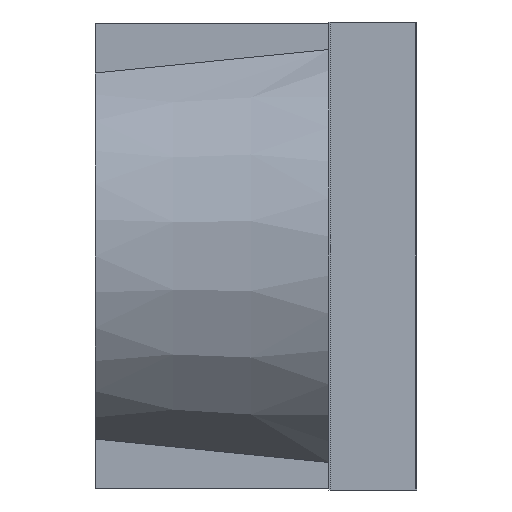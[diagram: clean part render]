
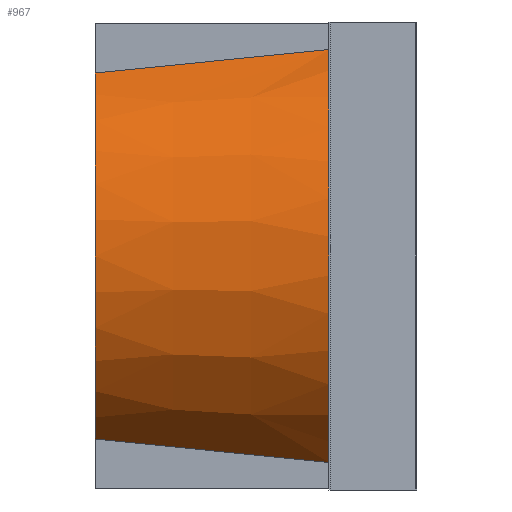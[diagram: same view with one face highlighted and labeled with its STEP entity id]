
A CAD part, left-side view. The second image highlights one B-rep face of the part: STEP entity #967.
In plain terms, the highlighted conical face has half-angle 5 degrees and reference radius 0.765 mm.
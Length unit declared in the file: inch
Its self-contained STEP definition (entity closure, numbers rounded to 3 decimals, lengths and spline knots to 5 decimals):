
#246=CARTESIAN_POINT('',(0.,0.01185,0.));
#247=DIRECTION('',(0.,-1.,0.));
#248=DIRECTION('',(-0.47,0.,0.882));
#249=AXIS2_PLACEMENT_3D('',#246,#247,#248);
#251=CARTESIAN_POINT('',(-0.01482,0.04331,-0.02464));
#252=CARTESIAN_POINT('',(-0.01482,0.03995,
-0.02498));
#253=CARTESIAN_POINT('',(-0.01482,0.03315,
-0.02567));
#254=CARTESIAN_POINT('',(-0.01482,0.02267,
-0.02672));
#255=CARTESIAN_POINT('',(-0.01482,0.01549,
-0.02744));
#256=CARTESIAN_POINT('',(-0.01482,0.01185,-0.0278));
#258=CARTESIAN_POINT('',(0.,0.04331,0.));
#259=DIRECTION('',(0.,1.,0.));
#260=DIRECTION('',(-0.515,0.,-0.857));
#261=AXIS2_PLACEMENT_3D('',#258,#259,#260);
#263=CARTESIAN_POINT('',(-0.01482,0.01185,0.0278));
#264=CARTESIAN_POINT('',(-0.01482,0.01549,
0.02744));
#265=CARTESIAN_POINT('',(-0.01482,0.02267,
0.02672));
#266=CARTESIAN_POINT('',(-0.01482,0.03315,
0.02567));
#267=CARTESIAN_POINT('',(-0.01482,0.03995,
0.02498));
#268=CARTESIAN_POINT('',(-0.01482,0.04331,0.02464));
#592=VERTEX_POINT('',#263);
#593=VERTEX_POINT('',#268);
#598=VERTEX_POINT('',#251);
#599=VERTEX_POINT('',#256);
#956=CARTESIAN_POINT('',(0.,0.02758,0.));
#957=DIRECTION('',(0.,-1.,0.));
#958=DIRECTION('',(-1.,0.,0.));
#959=AXIS2_PLACEMENT_3D('',#956,#957,#958);
#960=CONICAL_SURFACE('',#959,0.03012,5.);
#961=ORIENTED_EDGE('',*,*,#799,.T.);
#962=ORIENTED_EDGE('',*,*,#950,.F.);
#963=ORIENTED_EDGE('',*,*,#848,.T.);
#964=ORIENTED_EDGE('',*,*,#812,.F.);
#965=EDGE_LOOP('',(#961,#962,#963,#964));
#966=FACE_OUTER_BOUND('',#965,.F.);
#967=ADVANCED_FACE('',(#966),#960,.T.);
#250=CIRCLE('',#249,0.0315);
#257=B_SPLINE_CURVE_WITH_KNOTS('',3,(#251,#252,#253,#254,#255,#256),
.UNSPECIFIED.,.F.,.F.,(4,1,1,4),(0.,0.33333,0.66667,1.),
.UNSPECIFIED.);
#262=CIRCLE('',#261,0.02875);
#269=B_SPLINE_CURVE_WITH_KNOTS('',3,(#263,#264,#265,#266,#267,#268),
.UNSPECIFIED.,.F.,.F.,(4,1,1,4),(0.,0.33333,0.66667,1.),
.UNSPECIFIED.);
#799=EDGE_CURVE('',#592,#599,#250,.T.);
#812=EDGE_CURVE('',#592,#593,#269,.T.);
#848=EDGE_CURVE('',#598,#593,#262,.T.);
#950=EDGE_CURVE('',#598,#599,#257,.T.);
